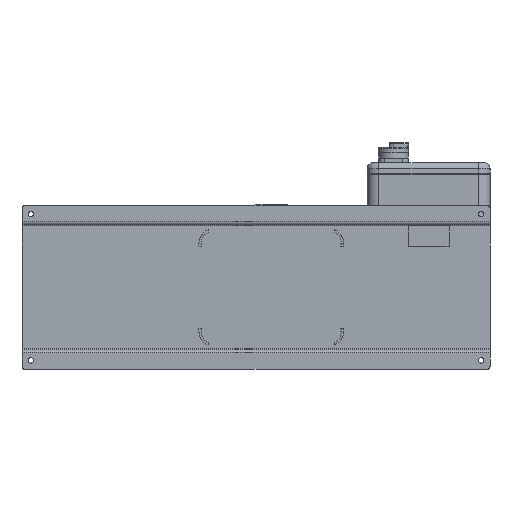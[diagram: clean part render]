
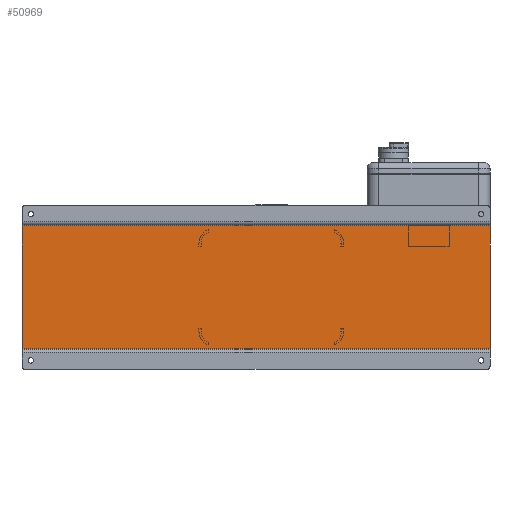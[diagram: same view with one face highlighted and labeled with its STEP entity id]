
A CAD part, front view. The second image highlights one B-rep face of the part: STEP entity #50969.
In plain terms, the highlighted planar face has unit normal (0, -1, 0).
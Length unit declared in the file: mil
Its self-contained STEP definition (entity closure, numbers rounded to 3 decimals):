
#6622 = LINE ( 'NONE', #46041, #62666 ) ;
#7338 = CARTESIAN_POINT ( 'NONE',  ( -15748.031, 2007.874, -4133.858 ) ) ;
#7877 = FACE_OUTER_BOUND ( 'NONE', #17914, .T. ) ;
#8412 = VECTOR ( 'NONE', #64029, 39370.079 ) ;
#17914 = EDGE_LOOP ( 'NONE', ( #20379, #56996, #65543, #64830 ) ) ;
#18235 = DIRECTION ( 'NONE',  ( 0., 1., 0. ) ) ;
#18406 = LINE ( 'NONE', #29453, #8412 ) ;
#20379 = ORIENTED_EDGE ( 'NONE', *, *, #71163, .T. ) ;
#20583 = CARTESIAN_POINT ( 'NONE',  ( 15748.031, 2007.874, 4133.858 ) ) ;
#21469 = VECTOR ( 'NONE', #21552, 39370.079 ) ;
#21552 = DIRECTION ( 'NONE',  ( -1., 0., 0. ) ) ;
#22136 = DIRECTION ( 'NONE',  ( -1., 0., 0. ) ) ;
#22576 = VERTEX_POINT ( 'NONE', #7338 ) ;
#24454 = CARTESIAN_POINT ( 'NONE',  ( 15748.031, 2007.874, -4133.858 ) ) ;
#24557 = VECTOR ( 'NONE', #22136, 39370.079 ) ;
#27642 = LINE ( 'NONE', #72567, #24557 ) ;
#28496 = CARTESIAN_POINT ( 'NONE',  ( 15748.031, 2007.874, -4133.858 ) ) ;
#29453 = CARTESIAN_POINT ( 'NONE',  ( -15748.031, 2007.874, -4133.858 ) ) ;
#30743 = CARTESIAN_POINT ( 'NONE',  ( 15748.031, 2007.874, -4133.858 ) ) ;
#34014 = EDGE_CURVE ( 'NONE', #44020, #34247, #27642, .T. ) ;
#34027 = LINE ( 'NONE', #28496, #21469 ) ;
#34247 = VERTEX_POINT ( 'NONE', #36794 ) ;
#34275 = DIRECTION ( 'NONE',  ( 0., 0., -1. ) ) ;
#36794 = CARTESIAN_POINT ( 'NONE',  ( -15748.031, 2007.874, 4133.858 ) ) ;
#42564 = EDGE_CURVE ( 'NONE', #44020, #66332, #6622, .T. ) ;
#44020 = VERTEX_POINT ( 'NONE', #20583 ) ;
#46041 = CARTESIAN_POINT ( 'NONE',  ( 15748.031, 2007.874, 4133.858 ) ) ;
#50969 = ADVANCED_FACE ( 'NONE', ( #7877 ), #57992, .F. ) ;
#56996 = ORIENTED_EDGE ( 'NONE', *, *, #69297, .F. ) ;
#57278 = DIRECTION ( 'NONE',  ( 1., 0., 0. ) ) ;
#57992 = PLANE ( 'NONE',  #65883 ) ;
#62666 = VECTOR ( 'NONE', #34275, 39370.079 ) ;
#64029 = DIRECTION ( 'NONE',  ( 0., 0., -1. ) ) ;
#64830 = ORIENTED_EDGE ( 'NONE', *, *, #34014, .T. ) ;
#65543 = ORIENTED_EDGE ( 'NONE', *, *, #42564, .F. ) ;
#65883 = AXIS2_PLACEMENT_3D ( 'NONE', #30743, #18235, #57278 ) ;
#66332 = VERTEX_POINT ( 'NONE', #24454 ) ;
#69297 = EDGE_CURVE ( 'NONE', #66332, #22576, #34027, .T. ) ;
#71163 = EDGE_CURVE ( 'NONE', #34247, #22576, #18406, .T. ) ;
#72567 = CARTESIAN_POINT ( 'NONE',  ( 15748.031, 2007.874, 4133.858 ) ) ;
